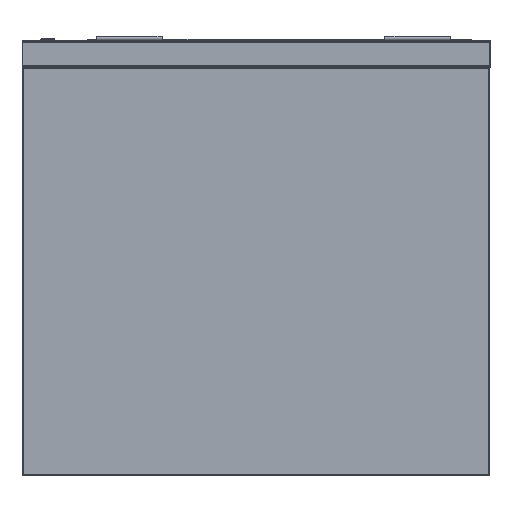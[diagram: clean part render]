
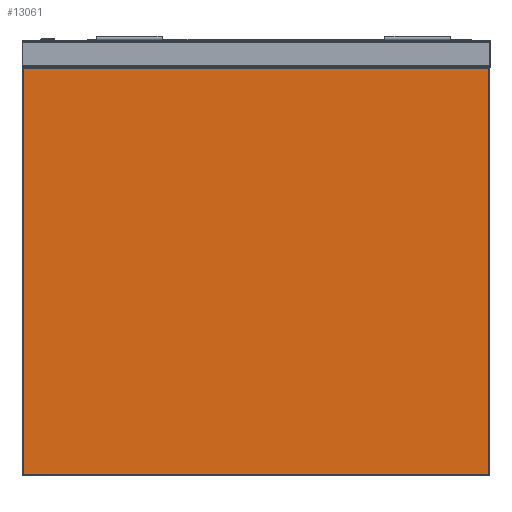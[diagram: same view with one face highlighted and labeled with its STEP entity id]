
A CAD part, left-side view. The second image highlights one B-rep face of the part: STEP entity #13061.
In plain terms, the highlighted planar face has unit normal (-1, 0, 0).
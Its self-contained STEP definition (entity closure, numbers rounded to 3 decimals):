
#500 = EDGE_CURVE ( 'NONE', #23455, #5667, #15540, .T. ) ;
#664 = LINE ( 'NONE', #3405, #1810 ) ;
#1810 = VECTOR ( 'NONE', #11048, 1000. ) ;
#1979 = ORIENTED_EDGE ( 'NONE', *, *, #13136, .T. ) ;
#3197 = CARTESIAN_POINT ( 'NONE',  ( -260., 353., -660. ) ) ;
#3257 = CARTESIAN_POINT ( 'NONE',  ( -260., 353., -42. ) ) ;
#3405 = CARTESIAN_POINT ( 'NONE',  ( -260., 355., -42. ) ) ;
#4200 = ORIENTED_EDGE ( 'NONE', *, *, #500, .T. ) ;
#4230 = CARTESIAN_POINT ( 'NONE',  ( -260., 353., -658. ) ) ;
#5667 = VERTEX_POINT ( 'NONE', #4230 ) ;
#6133 = PLANE ( 'NONE',  #13538 ) ;
#8736 = DIRECTION ( 'NONE',  ( -1., 0., 0. ) ) ;
#11048 = DIRECTION ( 'NONE',  ( 0., 1., 0. ) ) ;
#11175 = CARTESIAN_POINT ( 'NONE',  ( -260., -355., -660. ) ) ;
#11964 = LINE ( 'NONE', #19416, #23931 ) ;
#13061 = ADVANCED_FACE ( 'Fl�che7', ( #30827 ), #6133, .T. ) ;
#13136 = EDGE_CURVE ( 'NONE', #25635, #15679, #11964, .T. ) ;
#13538 = AXIS2_PLACEMENT_3D ( 'NONE', #11175, #8736, #18622 ) ;
#15540 = LINE ( 'NONE', #3197, #27424 ) ;
#15679 = VERTEX_POINT ( 'NONE', #21440 ) ;
#15769 = ORIENTED_EDGE ( 'NONE', *, *, #25854, .T. ) ;
#16201 = ORIENTED_EDGE ( 'NONE', *, *, #21097, .T. ) ;
#16301 = DIRECTION ( 'NONE',  ( 0., -1., 0. ) ) ;
#18622 = DIRECTION ( 'NONE',  ( 0., 0., 1. ) ) ;
#18942 = DIRECTION ( 'NONE',  ( 0., 0., 1. ) ) ;
#19416 = CARTESIAN_POINT ( 'NONE',  ( -260., -353., -660. ) ) ;
#21097 = EDGE_CURVE ( 'NONE', #15679, #23455, #664, .T. ) ;
#21440 = CARTESIAN_POINT ( 'NONE',  ( -260., -353., -42. ) ) ;
#21480 = CARTESIAN_POINT ( 'NONE',  ( -260., -355., -658. ) ) ;
#21757 = VECTOR ( 'NONE', #16301, 1000. ) ;
#23274 = LINE ( 'NONE', #21480, #21757 ) ;
#23455 = VERTEX_POINT ( 'NONE', #3257 ) ;
#23931 = VECTOR ( 'NONE', #18942, 1000. ) ;
#23986 = EDGE_LOOP ( 'NONE', ( #1979, #16201, #4200, #15769 ) ) ;
#25635 = VERTEX_POINT ( 'NONE', #27999 ) ;
#25854 = EDGE_CURVE ( 'NONE', #5667, #25635, #23274, .T. ) ;
#27424 = VECTOR ( 'NONE', #27568, 1000. ) ;
#27568 = DIRECTION ( 'NONE',  ( 0., 0., -1. ) ) ;
#27999 = CARTESIAN_POINT ( 'NONE',  ( -260., -353., -658. ) ) ;
#30827 = FACE_OUTER_BOUND ( 'NONE', #23986, .T. ) ;
